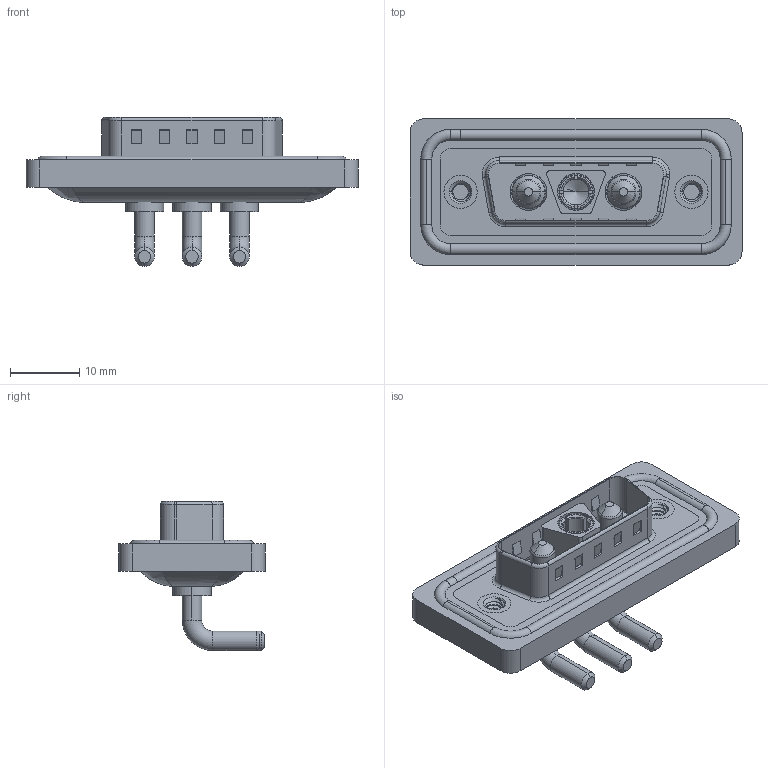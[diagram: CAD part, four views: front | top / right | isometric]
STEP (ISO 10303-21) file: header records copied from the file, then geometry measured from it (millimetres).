
FILE_DESCRIPTION (( 'STEP AP203' ), '1' );
FILE_NAME ('629W3WK3640-2N2.STEP', '2024-04-11T13:43:29', ( '' ), ( '' ), 'SwSTEP 2.0', 'SolidWorks 2023', '' );
FILE_SCHEMA (( 'CONFIG_CONTROL_DESIGN' ));
Length unit declared in the file: millimetre
Products named in the file (8): Power Socket_20A RA; 629Combo Housing_3WK3; 629Combo Shell Rear_15 Contacts; 629Combo Shell Front_15 Contacts; 629W3WK3640-2N2; 629Combo Waterproof Housing_15 Contacts; Power Pin_20A RA; 629Combo Threaded Rivet_2
Assembly tree (9 placements, depth 2):
  629W3WK3640-2N2
    629Combo Housing_3WK3
    629Combo Shell Rear_15 Contacts
    629Combo Shell Front_15 Contacts
    629Combo Waterproof Housing_15 Contacts
    629Combo Threaded Rivet_2  x2
    Power Socket_20A RA
    Power Pin_20A RA  x2
Bounding box: 47.9 x 21.1 x 21.5 mm (x, y, z)
Volume: 5895.7 mm3; surface area: 9416.1 mm2
Topology: 13 solids, 13 shells, 621 faces, 1546 edges, 972 vertices
Faces by surface type: cylinder 256, plane 231, torus 78, cone 43, bspline 13
Entity records: 19292 total; most frequent: CARTESIAN_POINT 4956, DIRECTION 2930, ORIENTED_EDGE 2750, EDGE_CURVE 1375, AXIS2_PLACEMENT_3D 1109, VERTEX_POINT 872, VECTOR 712, LINE 712
